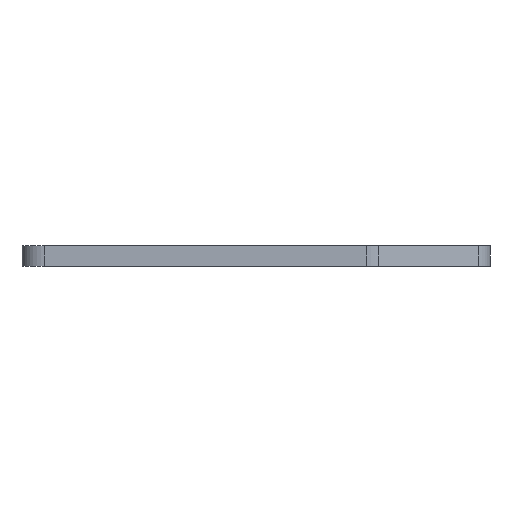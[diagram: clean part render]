
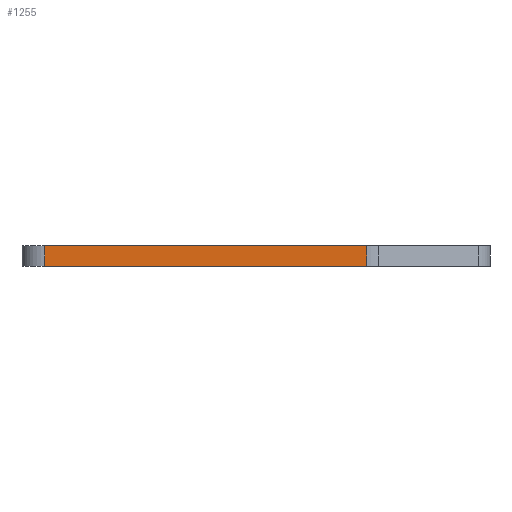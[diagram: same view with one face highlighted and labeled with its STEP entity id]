
A CAD part, left-side view. The second image highlights one B-rep face of the part: STEP entity #1255.
In plain terms, the highlighted planar face has unit normal (-1, 0, 0).
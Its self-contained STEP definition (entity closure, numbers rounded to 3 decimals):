
#1255=ADVANCED_FACE('',(#2355),#2357,.T.);
#2355=FACE_BOUND('',#2356,.T.);
#2356=EDGE_LOOP('',(#3145,#3146,#3147,#3148));
#2357=PLANE('',#2358);
#2358=AXIS2_PLACEMENT_3D('',#2359,#2360,#2361);
#2359=CARTESIAN_POINT('',(32.825,19.077,0.));
#2360=DIRECTION('',(-1.,0.,0.));
#2361=DIRECTION('',(0.,-1.,0.));
#3145=ORIENTED_EDGE('',*,*,#3730,.T.);
#3146=ORIENTED_EDGE('',*,*,#3731,.T.);
#3147=ORIENTED_EDGE('',*,*,#3349,.F.);
#3148=ORIENTED_EDGE('',*,*,#3729,.F.);
#3349=EDGE_CURVE('',#3794,#3796,#3797,.T.);
#3729=EDGE_CURVE('',#4423,#3794,#4425,.T.);
#3730=EDGE_CURVE('',#4423,#4426,#4427,.T.);
#3731=EDGE_CURVE('',#4426,#3796,#4428,.T.);
#3794=VERTEX_POINT('',#4553);
#3796=VERTEX_POINT('',#4558);
#3797=LINE('',#4559,#4560);
#4423=VERTEX_POINT('',#6066);
#4425=LINE('',#6071,#6072);
#4426=VERTEX_POINT('',#6074);
#4427=LINE('',#6075,#6076);
#4428=LINE('',#6078,#6079);
#4553=CARTESIAN_POINT('',(32.825,19.077,4.5));
#4558=CARTESIAN_POINT('',(32.825,-51.057,4.5));
#4559=CARTESIAN_POINT('',(32.825,19.077,4.5));
#4560=VECTOR('',#4561,1.);
#4561=DIRECTION('',(0.,-1.,0.));
#6066=CARTESIAN_POINT('',(32.825,19.077,0.));
#6071=CARTESIAN_POINT('',(32.825,19.077,0.));
#6072=VECTOR('',#6073,1.);
#6073=DIRECTION('',(0.,0.,1.));
#6074=CARTESIAN_POINT('',(32.825,-51.057,0.));
#6075=CARTESIAN_POINT('',(32.825,19.077,0.));
#6076=VECTOR('',#6077,1.);
#6077=DIRECTION('',(0.,-1.,0.));
#6078=CARTESIAN_POINT('',(32.825,-51.057,0.));
#6079=VECTOR('',#6080,1.);
#6080=DIRECTION('',(0.,0.,1.));
